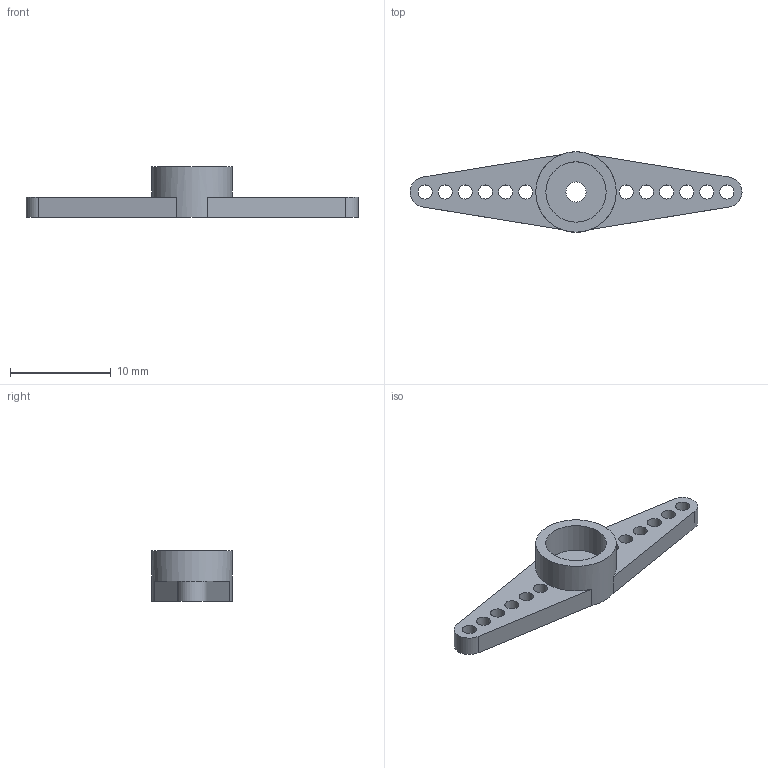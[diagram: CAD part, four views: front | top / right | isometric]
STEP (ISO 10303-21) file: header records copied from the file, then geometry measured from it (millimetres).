
FILE_DESCRIPTION(('FreeCAD Model'),'2;1');
FILE_NAME('SG90-2-arms-horn.step','2015-08-26T21:04:38',( 'Author'),(''),'Open CASCADE STEP processor 6.8','FreeCAD','Unknown' );
FILE_SCHEMA(('AUTOMOTIVE_DESIGN_CC2 { 1 2 10303 214 -1 1 5 4 }'));
Length unit declared in the file: millimetre
Products named in the file (2): ASSEMBLY; Final-2-arms-horn
Assembly tree (1 placements, depth 2):
  ASSEMBLY
    Final-2-arms-horn
Bounding box: 33 x 8 x 5 mm (x, y, z)
Volume: 349.5 mm3; surface area: 700.1 mm2
Topology: 1 solids, 1 shells, 28 faces, 75 edges, 51 vertices
Faces by surface type: cylinder 18, plane 10
Full cylindrical faces by diameter (mm): 1.4 x12, 2 x1, 5 x1, 6 x1, 8 x1
Entity records: 2347 total; most frequent: CARTESIAN_POINT 782, DIRECTION 289, ORIENTED_EDGE 150, PCURVE 150, DEFINITIONAL_REPRESENTATION 150, LINE 123, VECTOR 123, EDGE_CURVE 75
